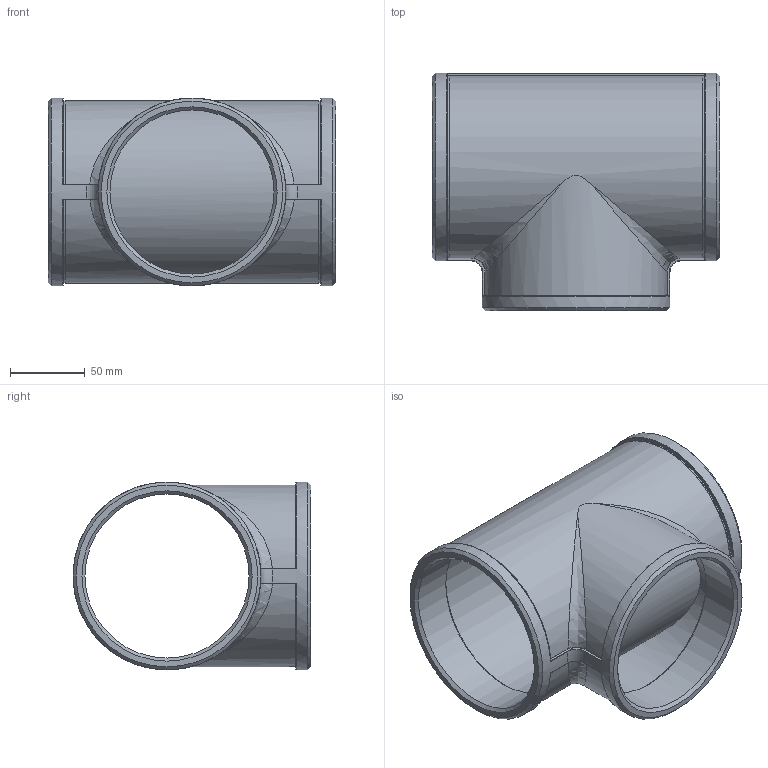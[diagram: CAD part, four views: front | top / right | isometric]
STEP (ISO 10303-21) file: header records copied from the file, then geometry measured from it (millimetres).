
FILE_DESCRIPTION(/* description */ (''),/* implementation_level */ '2;1');
FILE_NAME(/* name */ 'KI-307-100 Aschl.stp',/* time_stamp */ '2016-06-01T15:37:24+02:00',/* author */ ('hochmair'),/* organization */ (''),/* preprocessor_version */ 'ST-DEVELOPER v15.6',/* originating_system */ 'Autodesk Inventor 2015',/* authorisation */ '');
FILE_SCHEMA (('AUTOMOTIVE_DESIGN { 1 0 10303 214 3 1 1 }'));
Length unit declared in the file: millimetre
Products named in the file (1): TB22386655
Bounding box: 193 x 159.5 x 126 mm (x, y, z)
Volume: 438814.8 mm3; surface area: 191237.3 mm2
Topology: 1 solids, 1 shells, 143 faces, 337 edges, 190 vertices
Faces by surface type: cylinder 50, bspline 32, plane 22, torus 18, sphere 12, cone 9
Full cylindrical faces by diameter (mm): 110.072 x3, 113.8 x3, 126 x2
Entity records: 5414 total; most frequent: CARTESIAN_POINT 2362, DIRECTION 638, ORIENTED_EDGE 608, EDGE_CURVE 304, AXIS2_PLACEMENT_3D 283, VERTEX_POINT 186, EDGE_LOOP 168, CIRCLE 149
